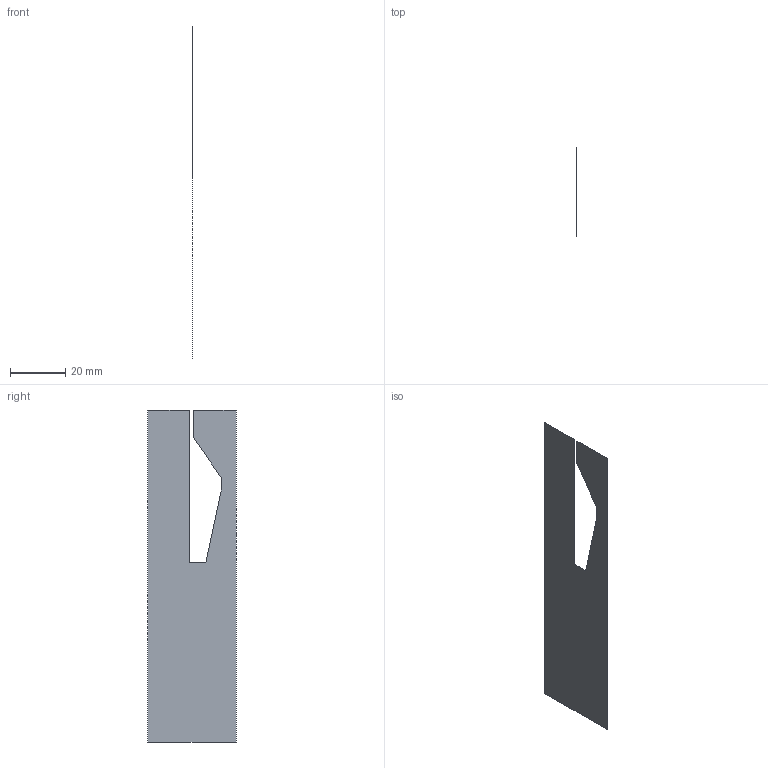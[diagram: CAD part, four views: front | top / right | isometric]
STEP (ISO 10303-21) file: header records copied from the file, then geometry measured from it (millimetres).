
FILE_DESCRIPTION(/* description */ (''),/* implementation_level */ '2;1');
FILE_NAME(/* name */ 'n1-nozzle.stp',/* time_stamp */ '2021-07-11T23:19:07+03:00',/* author */ ('samlo'),/* organization */ (''),/* preprocessor_version */ 'ST-DEVELOPER v18.1',/* originating_system */ 'Autodesk Inventor 2021',/* authorisation */ '');
FILE_SCHEMA (('AUTOMOTIVE_DESIGN { 1 0 10303 214 3 1 1 }'));
Length unit declared in the file: inch
Products named in the file (1): n1-nozzle
Bounding box: 0 x 32 x 120 mm (x, y, z)
Surface area: 3448.3 mm2 (no closed solid volume)
Topology: 0 solids, 1 shells, 1 faces, 12 edges, 12 vertices
Faces by surface type: plane 1
Entity records: 154 total; most frequent: CARTESIAN_POINT 26, DIRECTION 16, LINE 12, VECTOR 12, VERTEX_POINT 12, EDGE_CURVE 12, ORIENTED_EDGE 12, DERIVED_UNIT_ELEMENT 2
